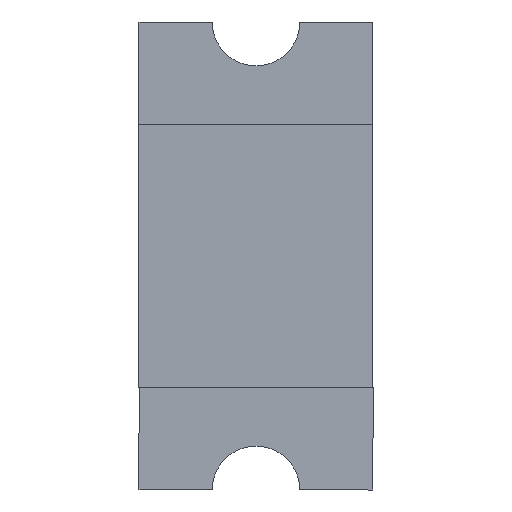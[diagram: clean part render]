
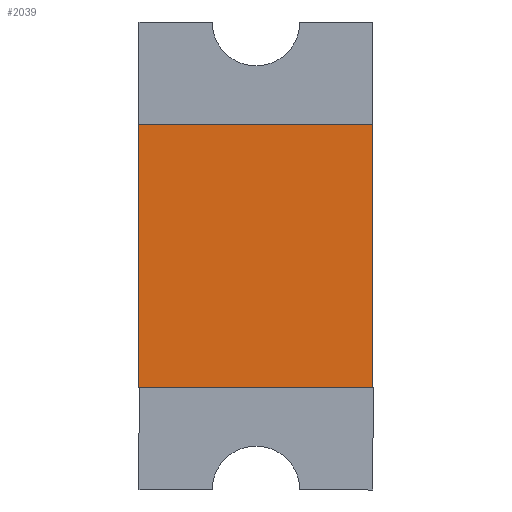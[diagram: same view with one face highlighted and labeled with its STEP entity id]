
A CAD part, front view. The second image highlights one B-rep face of the part: STEP entity #2039.
In plain terms, the highlighted planar face has unit normal (0, -1, 0).
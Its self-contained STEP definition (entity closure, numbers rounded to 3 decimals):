
#62 = VECTOR ( 'NONE', #608, 1000. ) ;
#233 = DIRECTION ( 'NONE',  ( 1., 0., 0. ) ) ;
#251 = EDGE_CURVE ( 'NONE', #388, #1381, #846, .T. ) ;
#289 = CARTESIAN_POINT ( 'NONE',  ( 1.6, 0., 0. ) ) ;
#324 = DIRECTION ( 'NONE',  ( 0., -1., 0. ) ) ;
#385 = VECTOR ( 'NONE', #2145, 1000. ) ;
#388 = VERTEX_POINT ( 'NONE', #1986 ) ;
#459 = CARTESIAN_POINT ( 'NONE',  ( 0., 0., -1.8 ) ) ;
#461 = CARTESIAN_POINT ( 'NONE',  ( 0., 0., 0. ) ) ;
#566 = ORIENTED_EDGE ( 'NONE', *, *, #251, .F. ) ;
#608 = DIRECTION ( 'NONE',  ( 0., 0., 1. ) ) ;
#650 = EDGE_CURVE ( 'NONE', #1609, #845, #920, .T. ) ;
#703 = CARTESIAN_POINT ( 'NONE',  ( 0., 0., -1.8 ) ) ;
#709 = EDGE_LOOP ( 'NONE', ( #2071, #566, #1548, #1470 ) ) ;
#728 = CARTESIAN_POINT ( 'NONE',  ( 0., 0., 0. ) ) ;
#784 = CARTESIAN_POINT ( 'NONE',  ( 1.6, 0., 0. ) ) ;
#845 = VERTEX_POINT ( 'NONE', #784 ) ;
#846 = LINE ( 'NONE', #459, #385 ) ;
#920 = LINE ( 'NONE', #728, #2159 ) ;
#984 = LINE ( 'NONE', #289, #1876 ) ;
#1330 = CARTESIAN_POINT ( 'NONE',  ( 0., 0., 0. ) ) ;
#1364 = LINE ( 'NONE', #1564, #62 ) ;
#1381 = VERTEX_POINT ( 'NONE', #703 ) ;
#1397 = FACE_OUTER_BOUND ( 'NONE', #709, .T. ) ;
#1467 = AXIS2_PLACEMENT_3D ( 'NONE', #1330, #324, #1503 ) ;
#1470 = ORIENTED_EDGE ( 'NONE', *, *, #650, .F. ) ;
#1471 = DIRECTION ( 'NONE',  ( 0., 0., -1. ) ) ;
#1476 = EDGE_CURVE ( 'NONE', #1381, #1609, #1364, .T. ) ;
#1494 = PLANE ( 'NONE',  #1467 ) ;
#1503 = DIRECTION ( 'NONE',  ( 0., 0., -1. ) ) ;
#1547 = EDGE_CURVE ( 'NONE', #845, #388, #984, .T. ) ;
#1548 = ORIENTED_EDGE ( 'NONE', *, *, #1547, .F. ) ;
#1564 = CARTESIAN_POINT ( 'NONE',  ( 0., 0., 0. ) ) ;
#1609 = VERTEX_POINT ( 'NONE', #461 ) ;
#1876 = VECTOR ( 'NONE', #1471, 1000. ) ;
#1986 = CARTESIAN_POINT ( 'NONE',  ( 1.6, 0., -1.8 ) ) ;
#2039 = ADVANCED_FACE ( 'NONE', ( #1397 ), #1494, .T. ) ;
#2071 = ORIENTED_EDGE ( 'NONE', *, *, #1476, .F. ) ;
#2145 = DIRECTION ( 'NONE',  ( -1., 0., 0. ) ) ;
#2159 = VECTOR ( 'NONE', #233, 1000. ) ;
